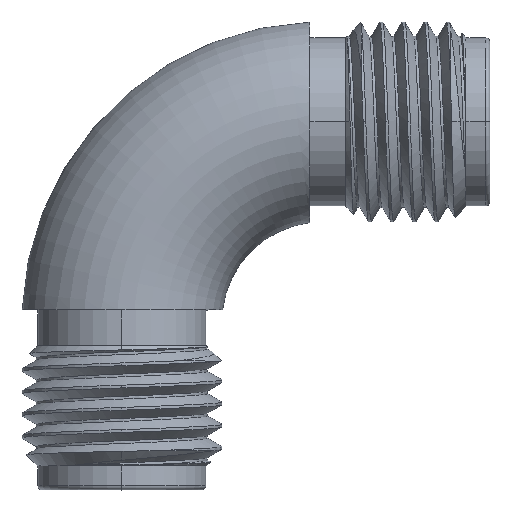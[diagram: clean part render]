
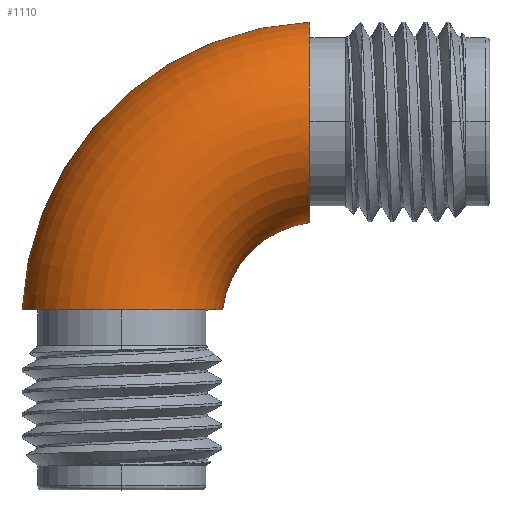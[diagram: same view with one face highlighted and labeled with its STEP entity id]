
A CAD part, top view. The second image highlights one B-rep face of the part: STEP entity #1110.
In plain terms, the highlighted toroidal (fillet/blend) face has major radius 6.35 mm and minor radius 3.175 mm.
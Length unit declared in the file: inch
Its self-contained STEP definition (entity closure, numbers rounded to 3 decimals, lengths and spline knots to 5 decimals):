
#34 = CARTESIAN_POINT ( 'NONE',  ( -0.07588, 0.225, 0.09941 ) ) ;
#44 = CARTESIAN_POINT ( 'NONE',  ( 0.235, 0.49194, 0.12102 ) ) ;
#57 = CARTESIAN_POINT ( 'NONE',  ( 0.235, 0.35986, 0.07624 ) ) ;
#65 = CARTESIAN_POINT ( 'NONE',  ( -0.09375, 0.225, 0.08271 ) ) ;
#81 = DIRECTION ( 'NONE',  ( 0., 0., -1. ) ) ;
#93 = CARTESIAN_POINT ( 'NONE',  ( -0.0549, 0.225, 0.11242 ) ) ;
#289 = CARTESIAN_POINT ( 'NONE',  ( 0.235, 0.3341, 0.00824 ) ) ;
#300 = CARTESIAN_POINT ( 'NONE',  ( 0.235, 0.34054, 0.04033 ) ) ;
#346 = CARTESIAN_POINT ( 'NONE',  ( 0.00867, 0.225, 0.125 ) ) ;
#359 = CARTESIAN_POINT ( 'NONE',  ( 0.11315, 0.225, 0.05544 ) ) ;
#362 = CARTESIAN_POINT ( 'NONE',  ( 0.235, 0.55962, 0.07686 ) ) ;
#370 = CARTESIAN_POINT ( 'NONE',  ( 0.09491, 0.225, 0.08259 ) ) ;
#388 = CARTESIAN_POINT ( 'NONE',  ( 0.11947, 0.225, 0.04028 ) ) ;
#400 = CARTESIAN_POINT ( 'NONE',  ( 0.07687, 0.225, 0.0994 ) ) ;
#408 = CIRCLE ( 'NONE', #3716, 0.375 ) ;
#435 = ORIENTED_EDGE ( 'NONE', *, *, #2984, .T. ) ;
#638 = CARTESIAN_POINT ( 'NONE',  ( 0.235, 0.51487, 0.11243 ) ) ;
#661 = CARTESIAN_POINT ( 'NONE',  ( 0.03301, 0.225, 0.12098 ) ) ;
#666 = CARTESIAN_POINT ( 'NONE',  ( 0.235, 0.5847, 0. ) ) ;
#674 = CARTESIAN_POINT ( 'NONE',  ( -0.1247, 0.225, 0. ) ) ;
#696 = CARTESIAN_POINT ( 'NONE',  ( 0.235, 0.39673, 0.10847 ) ) ;
#721 = CARTESIAN_POINT ( 'NONE',  ( 0.1259, 0.225, 0. ) ) ;
#796 = DIRECTION ( 'NONE',  ( -1., 0., 0. ) ) ;
#809 = DIRECTION ( 'NONE',  ( -1., 0., 0. ) ) ;
#813 = DIRECTION ( 'NONE',  ( 0., 0., -1. ) ) ;
#839 = AXIS2_PLACEMENT_3D ( 'NONE', #1451, #3034, #809 ) ;
#854 = FACE_OUTER_BOUND ( 'NONE', #2422, .T. ) ;
#970 = CARTESIAN_POINT ( 'NONE',  ( 0.235, 0.52222, 0.10851 ) ) ;
#979 = CARTESIAN_POINT ( 'NONE',  ( 0.25, 0.21, 0. ) ) ;
#985 = CARTESIAN_POINT ( 'NONE',  ( 0.235, 0.58388, 0.01647 ) ) ;
#1010 = CARTESIAN_POINT ( 'NONE',  ( 0.235, 0.57831, 0.04029 ) ) ;
#1036 = CARTESIAN_POINT ( 'NONE',  ( -0.112, 0.225, 0.05549 ) ) ;
#1110 = ADVANCED_FACE ( 'NONE', ( #854 ), #2690, .T. ) ;
#1232 = AXIS2_PLACEMENT_3D ( 'NONE', #979, #81, #2948 ) ;
#1246 = VERTEX_POINT ( 'NONE', #4083 ) ;
#1283 = CARTESIAN_POINT ( 'NONE',  ( 0.235, 0.58068, 0.03248 ) ) ;
#1301 = CARTESIAN_POINT ( 'NONE',  ( -0.11829, 0.225, 0.04034 ) ) ;
#1305 = CARTESIAN_POINT ( 'NONE',  ( 0.235, 0.49974, 0.11866 ) ) ;
#1312 = CARTESIAN_POINT ( 'NONE',  ( -0.08219, 0.225, 0.09424 ) ) ;
#1326 = CARTESIAN_POINT ( 'NONE',  ( 0.1259, 0.225, 0.00817 ) ) ;
#1343 = CARTESIAN_POINT ( 'NONE',  ( 0.04081, 0.225, 0.11862 ) ) ;
#1451 = CARTESIAN_POINT ( 'NONE',  ( 0.25, 0.21, 0. ) ) ;
#1472 = ORIENTED_EDGE ( 'NONE', *, *, #4076, .T. ) ;
#1531 = EDGE_CURVE ( 'NONE', #2210, #1246, #408, .T. ) ;
#1541 = CARTESIAN_POINT ( 'NONE',  ( 0.235, 0.33492, 0.01643 ) ) ;
#1600 = CARTESIAN_POINT ( 'NONE',  ( 0.235, 0.5847, 0.00818 ) ) ;
#1609 = CARTESIAN_POINT ( 'NONE',  ( -0.03193, 0.225, 0.12103 ) ) ;
#1626 = CARTESIAN_POINT ( 'NONE',  ( 0.0633, 0.225, 0.10845 ) ) ;
#1860 = CARTESIAN_POINT ( 'NONE',  ( 0.235, 0.3341, 0. ) ) ;
#1875 = CARTESIAN_POINT ( 'NONE',  ( 0.235, 0.35075, 0.06268 ) ) ;
#1902 = EDGE_CURVE ( 'NONE', #2667, #1246, #3580, .T. ) ;
#1941 = CARTESIAN_POINT ( 'NONE',  ( -0.03983, 0.225, 0.11863 ) ) ;
#1960 = CARTESIAN_POINT ( 'NONE',  ( -0.00766, 0.225, 0.125 ) ) ;
#2065 = ORIENTED_EDGE ( 'NONE', *, *, #1902, .T. ) ;
#2210 = VERTEX_POINT ( 'NONE', #3037 ) ;
#2230 = CARTESIAN_POINT ( 'NONE',  ( 0.235, 0.54212, 0.0943 ) ) ;
#2239 = CARTESIAN_POINT ( 'NONE',  ( -0.01578, 0.225, 0.12422 ) ) ;
#2258 = CARTESIAN_POINT ( 'NONE',  ( 0.235, 0.38306, 0.09936 ) ) ;
#2265 = CARTESIAN_POINT ( 'NONE',  ( -0.10814, 0.225, 0.06268 ) ) ;
#2279 = CARTESIAN_POINT ( 'NONE',  ( 0.12508, 0.225, 0.01646 ) ) ;
#2362 = VERTEX_POINT ( 'NONE', #2526 ) ;
#2422 = EDGE_LOOP ( 'NONE', ( #3731, #435, #1472, #2065 ) ) ;
#2526 = CARTESIAN_POINT ( 'NONE',  ( 0.1259, 0.225, 0. ) ) ;
#2540 = CARTESIAN_POINT ( 'NONE',  ( 0.235, 0.47586, 0.1242 ) ) ;
#2569 = CARTESIAN_POINT ( 'NONE',  ( 0.235, 0.53581, 0.09946 ) ) ;
#2667 = VERTEX_POINT ( 'NONE', #3593 ) ;
#2690 = TOROIDAL_SURFACE ( 'NONE', #839, 0.25, 0.125 ) ;
#2693 = CARTESIAN_POINT ( 'NONE',  ( 0.25, 0.21, 0. ) ) ;
#2879 = CARTESIAN_POINT ( 'NONE',  ( 0.235, 0.36516, 0.08267 ) ) ;
#2894 = CARTESIAN_POINT ( 'NONE',  ( 0.235, 0.56885, 0.06309 ) ) ;
#2902 = CARTESIAN_POINT ( 'NONE',  ( 0.05596, 0.225, 0.11236 ) ) ;
#2948 = DIRECTION ( 'NONE',  ( -1., 0., 0. ) ) ;
#2984 = EDGE_CURVE ( 'NONE', #2210, #2362, #3991, .T. ) ;
#3034 = DIRECTION ( 'NONE',  ( 0., 0., -1. ) ) ;
#3037 = CARTESIAN_POINT ( 'NONE',  ( -0.1247, 0.225, 0. ) ) ;
#3213 = CARTESIAN_POINT ( 'NONE',  ( 0.235, 0.46759, 0.12501 ) ) ;
#3234 = CARTESIAN_POINT ( 'NONE',  ( 0.0832, 0.225, 0.09424 ) ) ;
#3249 = CARTESIAN_POINT ( 'NONE',  ( -0.12389, 0.225, 0.0164 ) ) ;
#3258 = CARTESIAN_POINT ( 'NONE',  ( 0.235, 0.42665, 0.1217 ) ) ;
#3265 = CARTESIAN_POINT ( 'NONE',  ( 0.12186, 0.225, 0.03249 ) ) ;
#3278 = CARTESIAN_POINT ( 'NONE',  ( -0.09905, 0.225, 0.07627 ) ) ;
#3536 = CARTESIAN_POINT ( 'NONE',  ( 0.235, 0.44312, 0.12498 ) ) ;
#3547 = CARTESIAN_POINT ( 'NONE',  ( -0.1247, 0.225, 0.00827 ) ) ;
#3563 = CARTESIAN_POINT ( 'NONE',  ( -0.06219, 0.225, 0.10854 ) ) ;
#3580 = B_SPLINE_CURVE_WITH_KNOTS ( 'NONE', 3,
 ( #1860, #289, #1541, #3830, #300, #4154, #1875, #57, #2879, #3859, #2258, #696, #3910, #3258, #3536, #3213, #2540, #44, #1305, #638, #970, #2569, #2230, #362, #2894, #1010, #1283, #985, #1600, #666 ),
 .UNSPECIFIED., .F., .F.,
 ( 4, 2, 2, 2, 2, 2, 2, 2, 2, 2, 2, 2, 2, 2, 4 ),
 ( 0.001, 0.00162, 0.00224, 0.00286, 0.00348, 0.0041, 0.00472, 0.00596, 0.00658, 0.00721, 0.00783, 0.00845, 0.00969, 0.01031, 0.01093 ),
 .UNSPECIFIED. ) ;
#3593 = CARTESIAN_POINT ( 'NONE',  ( 0.235, 0.3341, 0. ) ) ;
#3605 = CARTESIAN_POINT ( 'NONE',  ( 0.01696, 0.225, 0.12418 ) ) ;
#3716 = AXIS2_PLACEMENT_3D ( 'NONE', #2693, #813, #796 ) ;
#3731 = ORIENTED_EDGE ( 'NONE', *, *, #1531, .F. ) ;
#3830 = CARTESIAN_POINT ( 'NONE',  ( 0.235, 0.33813, 0.03242 ) ) ;
#3859 = CARTESIAN_POINT ( 'NONE',  ( 0.235, 0.37675, 0.0942 ) ) ;
#3875 = CARTESIAN_POINT ( 'NONE',  ( -0.1207, 0.225, 0.0324 ) ) ;
#3890 = CARTESIAN_POINT ( 'NONE',  ( 0.10012, 0.225, 0.07627 ) ) ;
#3892 = CIRCLE ( 'NONE', #1232, 0.125 ) ;
#3902 = CARTESIAN_POINT ( 'NONE',  ( 0.10922, 0.225, 0.06274 ) ) ;
#3910 = CARTESIAN_POINT ( 'NONE',  ( 0.235, 0.40405, 0.11236 ) ) ;
#3991 = B_SPLINE_CURVE_WITH_KNOTS ( 'NONE', 3,
 ( #674, #3547, #3249, #3875, #1301, #1036, #2265, #3278, #65, #1312, #34, #3563, #93, #1941, #1609, #2239, #1960, #346, #3605, #661, #1343, #2902, #1626, #400, #3234, #370, #3890, #3902, #359, #388, #3265, #2279, #1326, #721 ),
 .UNSPECIFIED., .F., .F.,
 ( 4, 2, 2, 2, 2, 2, 2, 2, 2, 2, 2, 2, 2, 2, 2, 2, 4 ),
 ( 0.00213, 0.00275, 0.00337, 0.00399, 0.00461, 0.00523, 0.00585, 0.00647, 0.0071, 0.00772, 0.00834, 0.00896, 0.00958, 0.0102, 0.01082, 0.01144, 0.01206 ),
 .UNSPECIFIED. ) ;
#4076 = EDGE_CURVE ( 'NONE', #2362, #2667, #3892, .T. ) ;
#4083 = CARTESIAN_POINT ( 'NONE',  ( 0.235, 0.5847, 0. ) ) ;
#4154 = CARTESIAN_POINT ( 'NONE',  ( 0.235, 0.34688, 0.0555 ) ) ;
